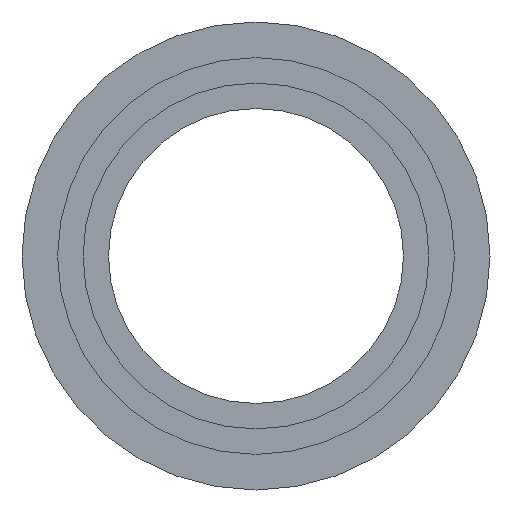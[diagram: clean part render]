
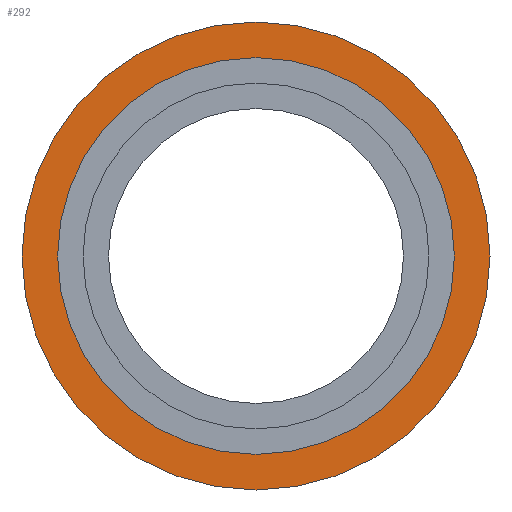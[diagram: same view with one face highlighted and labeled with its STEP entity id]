
A CAD part, front view. The second image highlights one B-rep face of the part: STEP entity #292.
In plain terms, the highlighted planar face has unit normal (0, -1, 0).
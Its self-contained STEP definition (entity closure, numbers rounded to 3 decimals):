
#21 = FACE_OUTER_BOUND ( 'NONE', #428, .T. ) ;
#38 = FACE_BOUND ( 'NONE', #575, .T. ) ;
#45 = DIRECTION ( 'NONE',  ( 0., 0., 1. ) ) ;
#51 = DIRECTION ( 'NONE',  ( 0., 0., -1. ) ) ;
#59 = ORIENTED_EDGE ( 'NONE', *, *, #503, .T. ) ;
#61 = CARTESIAN_POINT ( 'NONE',  ( 0., 5., -23. ) ) ;
#62 = VERTEX_POINT ( 'NONE', #279 ) ;
#150 = CIRCLE ( 'NONE', #245, 23. ) ;
#183 = CARTESIAN_POINT ( 'NONE',  ( 0., 5., 0. ) ) ;
#207 = ORIENTED_EDGE ( 'NONE', *, *, #383, .T. ) ;
#234 = ORIENTED_EDGE ( 'NONE', *, *, #409, .F. ) ;
#245 = AXIS2_PLACEMENT_3D ( 'NONE', #351, #519, #686 ) ;
#270 = AXIS2_PLACEMENT_3D ( 'NONE', #732, #511, #51 ) ;
#279 = CARTESIAN_POINT ( 'NONE',  ( 0., 5., 23. ) ) ;
#290 = CIRCLE ( 'NONE', #655, 19.5 ) ;
#292 = ADVANCED_FACE ( 'NONE', ( #38, #21 ), #741, .F. ) ;
#308 = CARTESIAN_POINT ( 'NONE',  ( 0., 5., 0. ) ) ;
#351 = CARTESIAN_POINT ( 'NONE',  ( 0., 5., 0. ) ) ;
#383 = EDGE_CURVE ( 'NONE', #432, #62, #595, .T. ) ;
#409 = EDGE_CURVE ( 'NONE', #628, #710, #290, .T. ) ;
#428 = EDGE_LOOP ( 'NONE', ( #207, #59 ) ) ;
#432 = VERTEX_POINT ( 'NONE', #61 ) ;
#486 = CARTESIAN_POINT ( 'NONE',  ( 0., 5., 19.5 ) ) ;
#503 = EDGE_CURVE ( 'NONE', #62, #432, #150, .T. ) ;
#511 = DIRECTION ( 'NONE',  ( 0., -1., 0. ) ) ;
#519 = DIRECTION ( 'NONE',  ( 0., -1., 0. ) ) ;
#527 = DIRECTION ( 'NONE',  ( 0., 0., -1. ) ) ;
#541 = DIRECTION ( 'NONE',  ( 0., 0., -1. ) ) ;
#542 = AXIS2_PLACEMENT_3D ( 'NONE', #729, #735, #45 ) ;
#575 = EDGE_LOOP ( 'NONE', ( #651, #234 ) ) ;
#595 = CIRCLE ( 'NONE', #270, 23. ) ;
#607 = DIRECTION ( 'NONE',  ( 0., -1., 0. ) ) ;
#628 = VERTEX_POINT ( 'NONE', #486 ) ;
#645 = EDGE_CURVE ( 'NONE', #710, #628, #745, .T. ) ;
#651 = ORIENTED_EDGE ( 'NONE', *, *, #645, .F. ) ;
#655 = AXIS2_PLACEMENT_3D ( 'NONE', #183, #744, #527 ) ;
#686 = DIRECTION ( 'NONE',  ( 0., 0., -1. ) ) ;
#710 = VERTEX_POINT ( 'NONE', #716 ) ;
#716 = CARTESIAN_POINT ( 'NONE',  ( 0., 5., -19.5 ) ) ;
#729 = CARTESIAN_POINT ( 'NONE',  ( -23., 5., 0. ) ) ;
#732 = CARTESIAN_POINT ( 'NONE',  ( 0., 5., 0. ) ) ;
#733 = AXIS2_PLACEMENT_3D ( 'NONE', #308, #607, #541 ) ;
#735 = DIRECTION ( 'NONE',  ( 0., 1., 0. ) ) ;
#741 = PLANE ( 'NONE',  #542 ) ;
#744 = DIRECTION ( 'NONE',  ( 0., -1., 0. ) ) ;
#745 = CIRCLE ( 'NONE', #733, 19.5 ) ;
